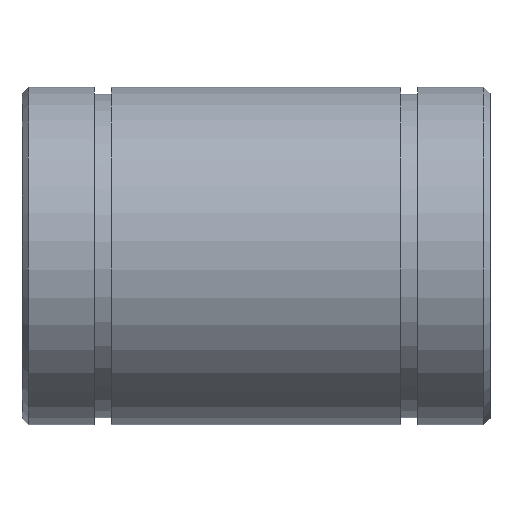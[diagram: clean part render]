
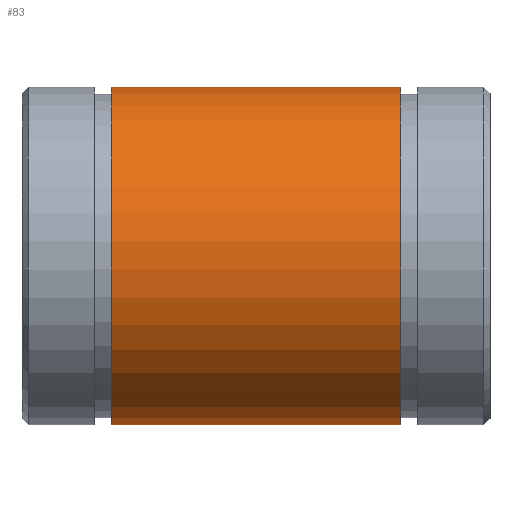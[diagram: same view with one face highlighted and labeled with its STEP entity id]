
A CAD part, top view. The second image highlights one B-rep face of the part: STEP entity #83.
In plain terms, the highlighted cylindrical face has radius 13 mm (diameter 26 mm), a partial arc.
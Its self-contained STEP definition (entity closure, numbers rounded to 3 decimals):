
#83 = ADVANCED_FACE( '', ( #168 ), #169, .T. );
#168 = FACE_OUTER_BOUND( '', #254, .T. );
#169 = CYLINDRICAL_SURFACE( '', #255, 13. );
#254 = EDGE_LOOP( '', ( #376, #377, #378, #379 ) );
#255 = AXIS2_PLACEMENT_3D( '', #380, #381, #382 );
#376 = ORIENTED_EDGE( '', *, *, #551, .T. );
#377 = ORIENTED_EDGE( '', *, *, #571, .T. );
#378 = ORIENTED_EDGE( '', *, *, #582, .F. );
#379 = ORIENTED_EDGE( '', *, *, #583, .T. );
#380 = CARTESIAN_POINT( '', ( 36., 0., 0. ) );
#381 = DIRECTION( '', ( -1., 0., 0. ) );
#382 = DIRECTION( '', ( 0., 0., -1. ) );
#551 = EDGE_CURVE( '', #652, #650, #653, .T. );
#571 = EDGE_CURVE( '', #650, #686, #688, .T. );
#582 = EDGE_CURVE( '', #704, #686, #705, .T. );
#583 = EDGE_CURVE( '', #704, #652, #706, .F. );
#650 = VERTEX_POINT( '', #792 );
#652 = VERTEX_POINT( '', #795 );
#653 = CIRCLE( '', #796, 13. );
#686 = VERTEX_POINT( '', #845 );
#688 = LINE( '', #848, #849 );
#704 = VERTEX_POINT( '', #871 );
#705 = CIRCLE( '', #872, 13. );
#706 = LINE( '', #873, #874 );
#792 = CARTESIAN_POINT( '', ( 6.85, -8.147, -10.131 ) );
#795 = CARTESIAN_POINT( '', ( 6.85, 8.147, -10.131 ) );
#796 = AXIS2_PLACEMENT_3D( '', #966, #967, #968 );
#845 = CARTESIAN_POINT( '', ( 29.15, -8.147, -10.131 ) );
#848 = CARTESIAN_POINT( '', ( 36., -8.147, -10.131 ) );
#849 = VECTOR( '', #989, 1000. );
#871 = CARTESIAN_POINT( '', ( 29.15, 8.147, -10.131 ) );
#872 = AXIS2_PLACEMENT_3D( '', #1002, #1003, #1004 );
#873 = CARTESIAN_POINT( '', ( 36., 8.147, -10.131 ) );
#874 = VECTOR( '', #1005, 1000. );
#966 = CARTESIAN_POINT( '', ( 6.85, 0., 0. ) );
#967 = DIRECTION( '', ( 1., 0., 0. ) );
#968 = DIRECTION( '', ( 0., 0., -1. ) );
#989 = DIRECTION( '', ( 1., 0., 0. ) );
#1002 = CARTESIAN_POINT( '', ( 29.15, 0., 0. ) );
#1003 = DIRECTION( '', ( 1., 0., 0. ) );
#1004 = DIRECTION( '', ( 0., 0., -1. ) );
#1005 = DIRECTION( '', ( 1., 0., 0. ) );
